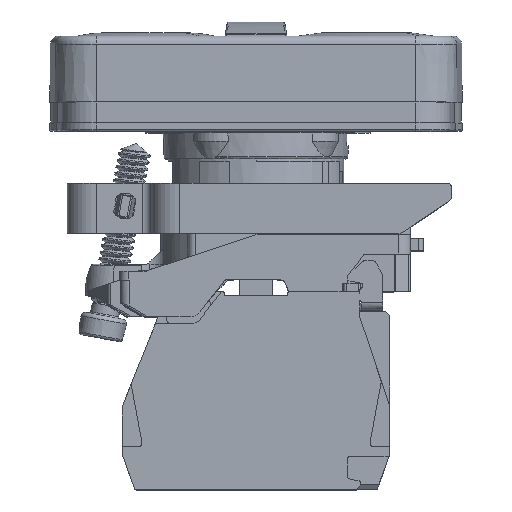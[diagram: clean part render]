
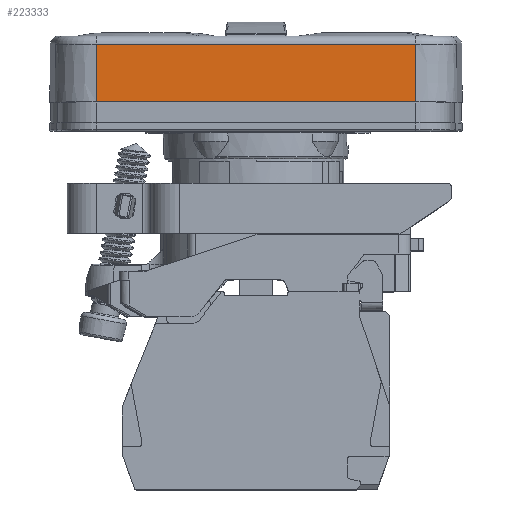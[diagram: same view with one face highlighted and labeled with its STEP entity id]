
A CAD part, top view. The second image highlights one B-rep face of the part: STEP entity #223333.
In plain terms, the highlighted face is planar.
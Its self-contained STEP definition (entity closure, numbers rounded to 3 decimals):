
#198938=DIRECTION('',(0.,0.,1.));
#198939=VECTOR('',#198938,38.212);
#198940=CARTESIAN_POINT('',(-14.706,28.206,
-19.106));
#198941=LINE('',#198940,#198939);
#198942=DIRECTION('',(-0.006,-1.,
0.));
#198943=VECTOR('',#198942,6.906);
#198944=CARTESIAN_POINT('',(-14.706,28.206,
19.106));
#198945=LINE('',#198944,#198943);
#198946=DIRECTION('',(0.,0.,1.));
#198947=VECTOR('',#198946,38.212);
#198948=CARTESIAN_POINT('',(-14.75,21.3,-19.106));
#198949=LINE('',#198948,#198947);
#198950=DIRECTION('',(-0.006,-1.,
0.));
#198951=VECTOR('',#198950,6.906);
#198952=CARTESIAN_POINT('',(-14.706,28.206,
-19.106));
#198953=LINE('',#198952,#198951);
#207860=CARTESIAN_POINT('',(-14.75,21.3,-19.106));
#207861=CARTESIAN_POINT('',(-14.75,21.3,19.106));
#207862=VERTEX_POINT('',#207860);
#207863=VERTEX_POINT('',#207861);
#207878=CARTESIAN_POINT('',(-14.706,28.206,
-19.106));
#207879=VERTEX_POINT('',#207878);
#207882=CARTESIAN_POINT('',(-14.706,28.206,
19.106));
#207883=VERTEX_POINT('',#207882);
#223321=CARTESIAN_POINT('',(-14.75,21.3,-24.143));
#223322=DIRECTION('',(-1.,0.006,0.));
#223323=DIRECTION('',(0.,0.,-1.));
#223324=AXIS2_PLACEMENT_3D('',#223321,#223322,#223323);
#223325=PLANE('',#223324);
#223326=ORIENTED_EDGE('',*,*,#223268,.T.);
#223327=ORIENTED_EDGE('',*,*,#223309,.T.);
#223328=ORIENTED_EDGE('',*,*,#223068,.F.);
#223330=ORIENTED_EDGE('',*,*,#223329,.F.);
#223331=EDGE_LOOP('',(#223326,#223327,#223328,#223330));
#223332=FACE_OUTER_BOUND('',#223331,.F.);
#223068=EDGE_CURVE('',#207862,#207863,#198949,.T.);
#223268=EDGE_CURVE('',#207879,#207883,#198941,.T.);
#223309=EDGE_CURVE('',#207883,#207863,#198945,.T.);
#223329=EDGE_CURVE('',#207879,#207862,#198953,.T.);
#223333=ADVANCED_FACE('',(#223332),#223325,.T.);
